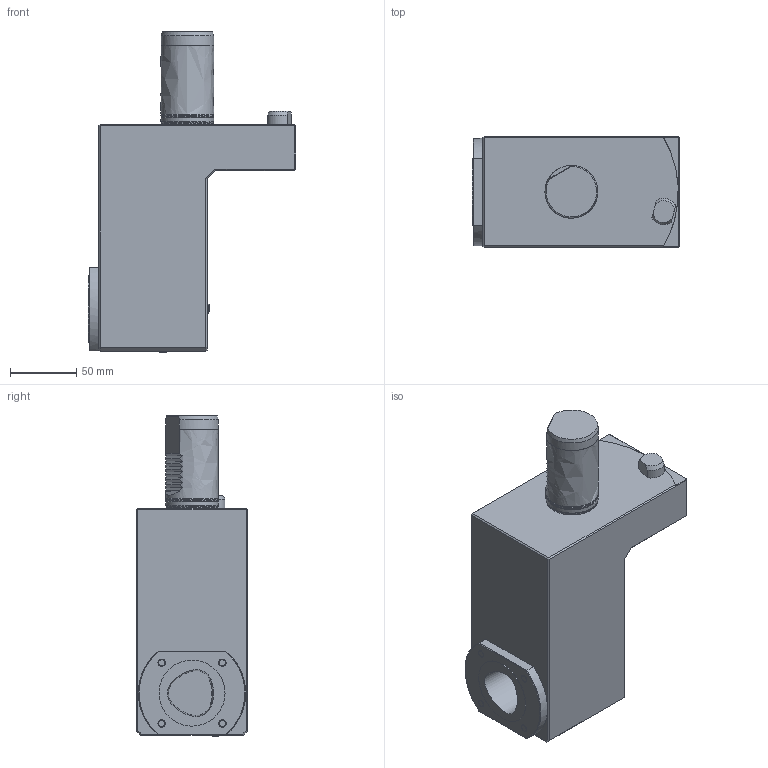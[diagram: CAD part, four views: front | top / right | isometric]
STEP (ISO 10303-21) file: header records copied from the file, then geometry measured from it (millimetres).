
FILE_DESCRIPTION(/* description */ (''),/* implementation_level */ '2;1');
FILE_NAME(/* name */ '1618581057056.stp',/* time_stamp */ '2021-04-16T15:51:04+02:00',/* author */ (''),/* organization */ ('SMS'),/* preprocessor_version */ 'ST-DEVELOPER v16.7',/* originating_system */ 'SIEMENS PLM Software NX 12.0',/* authorisation */ '');
FILE_SCHEMA (('AUTOMOTIVE_DESIGN { 1 0 10303 214 3 1 1 1 }'));
Length unit declared in the file: millimetre
Products named in the file (1): 203491167mod000_00
Bounding box: 157 x 84 x 242.55 mm (x, y, z)
Volume: 1476544.9 mm3; surface area: 100214.8 mm2
Topology: 1 solids, 1 shells, 108 faces, 257 edges, 167 vertices
Faces by surface type: plane 79, bspline 14, cone 5, sphere 5, torus 4, cylinder 1
Full cylindrical faces by diameter (mm): 3 x1
Entity records: 4432 total; most frequent: CARTESIAN_POINT 2204, ORIENTED_EDGE 466, DIRECTION 356, EDGE_CURVE 233, VERTEX_POINT 156, EDGE_LOOP 137, LINE 128, VECTOR 128
